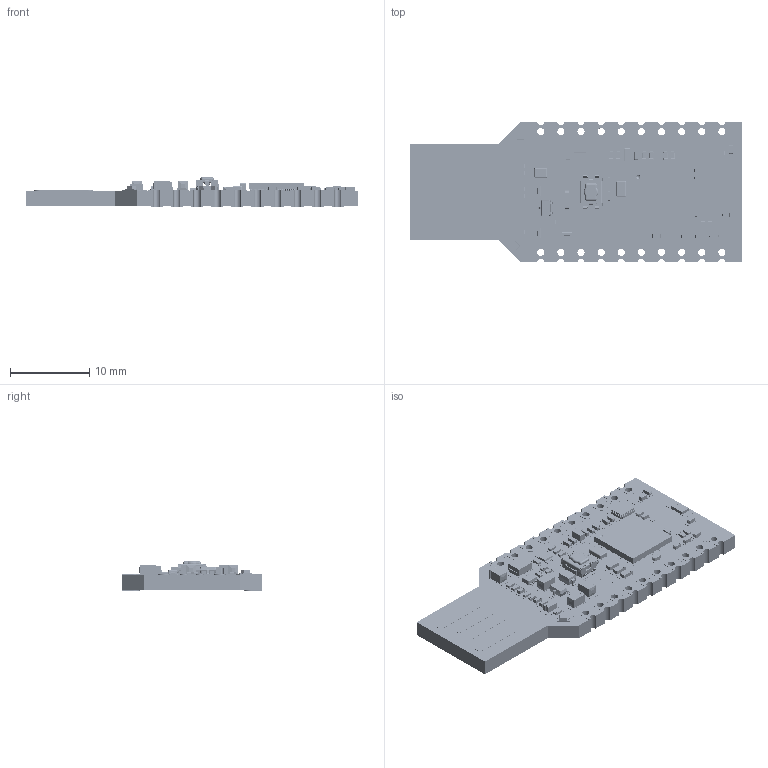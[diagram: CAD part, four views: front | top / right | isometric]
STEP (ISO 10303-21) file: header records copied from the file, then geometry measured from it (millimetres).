
FILE_DESCRIPTION(/* description */ (''),/* implementation_level */ '2;1');
FILE_NAME(/* name */ 'nrf52840-mdk-usb-dongle_latest v8.step',/* time_stamp */ '2023-08-07T19:01:00+08:00',/* author */ (''),/* organization */ (''),/* preprocessor_version */ 'ST-DEVELOPER v20',/* originating_system */ 'Autodesk Translation Framework v12.9.0.99',/* authorisation */ '');
FILE_SCHEMA (('AUTOMOTIVE_DESIGN { 1 0 10303 214 3 1 1 }'));
Products named in the file (288): nrf52840-mdk-usb-dongle_latest; BOARD; EXTERNAL COPPER; TOP; PADS_TOP; CIRCLE_3500; CIRCLE_6096; RECT_9500X9000; RECT_6200X6200; RECT_8500X5500; RECT_14500X11500; RECT_6200X5700; RECT_9000X5000; RECT_10000X7000; RECT_8000X5500; RECT_10000X9500; RECT_7200X5900; RECT_21000X14000; RECT_14000X7000; RECT_12000X11000; RECT_11500X10500; CIRCLE_2750; RECT_48500X48500; RECT_6000X2500; RECT_14000X10000; RECT_10000X5000; RECT_22500X7000; RECT_7200X6800; SHAPE_CMPLXRR78_227X156; OBLONG_75000X15000; OBLONG_65000X10000; TRACES_TOP; SHAPES_TOP; SHAPE_1; SHAPE_2; SHAPE_3; SHAPE_4_N16784310; SHAPE_5_N16784310; SHAPE_6_N16784334; SHAPE_7_N16784322 ...
Assembly tree (801 placements, depth 5):
  nrf52840-mdk-usb-dongle_latest
    BOARD
    EXTERNAL COPPER
      TOP
        PADS_TOP
          CIRCLE_6096  x122
          CIRCLE_3500  x7
          RECT_7200X6800  x4
          RECT_9500X9000  x6
          RECT_6200X6200  x40
          RECT_8500X5500  x3
          RECT_14500X11500  x8
          RECT_6200X5700  x30
          RECT_10000X9500  x4
          RECT_9000X5000  x2
          RECT_10000X7000  x2
          RECT_8000X5500  x4
          RECT_7200X5900  x8
          RECT_21000X14000  x2
          RECT_14000X7000  x2
          RECT_12000X11000  x4
          RECT_11500X10500  x4
          CIRCLE_2750  x73
          RECT_48500X48500
          RECT_6000X2500  x6
          RECT_14000X10000  x2
          RECT_10000X5000  x2
          RECT_22500X7000
          SHAPE_CMPLXRR78_227X156  x20
          OBLONG_75000X15000  x2
          OBLONG_65000X10000  x2
        TRACES_TOP
        SHAPES_TOP
          SHAPE_1
          SHAPE_2
          SHAPE_3
          SHAPE_4_N16784310
          SHAPE_5_N16784310
          SHAPE_6_N16784334
          SHAPE_7_N16784322
          SHAPE_8_N16784322
          SHAPE_9_N16783771
          SHAPE_10_VDD_3V3
          SHAPE_11_VDD_3V3
          SHAPE_12_VIN
          SHAPE_13_N16782643
          SHAPE_14_N16782511
          SHAPE_15_D+
          SHAPE_16_D+
          SHAPE_17_D+
          SHAPE_18_N16782635
          SHAPE_19_D-
          SHAPE_20_D-
          SHAPE_21_D-
          SHAPE_22_PVIN
          SHAPE_23_NRF_USB_DM
          SHAPE_24_NRF_USB_DM
          SHAPE_25_NRF_USB_DM
          SHAPE_26_NRF_USB_DM
          SHAPE_27_P0
Bounding box: 41.91 x 17.78 x 3.7 mm (x, y, z)
Volume: 1374.7 mm3; surface area: 4052 mm2
Topology: 495 solids, 1409 shells, 7488 faces, 20304 edges, 14328 vertices
Faces by surface type: plane 4897, cylinder 1231, bspline 882, sphere 476, torus 2
Full cylindrical faces by diameter (mm): 0.08 x1, 0.275 x73, 0.305 x122, 0.8 x1, 0.9 x59
Entity records: 183860 total; most frequent: CARTESIAN_POINT 41480, DIRECTION 26767, ORIENTED_EDGE 25858, EDGE_CURVE 14491, VERTEX_POINT 10670, LINE 10467, VECTOR 10467, AXIS2_PLACEMENT_3D 8150
